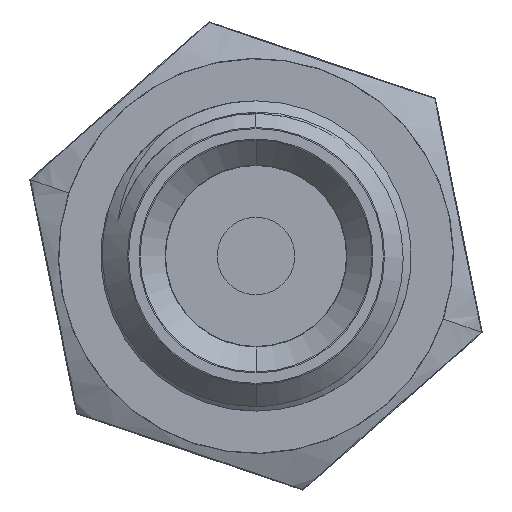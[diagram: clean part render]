
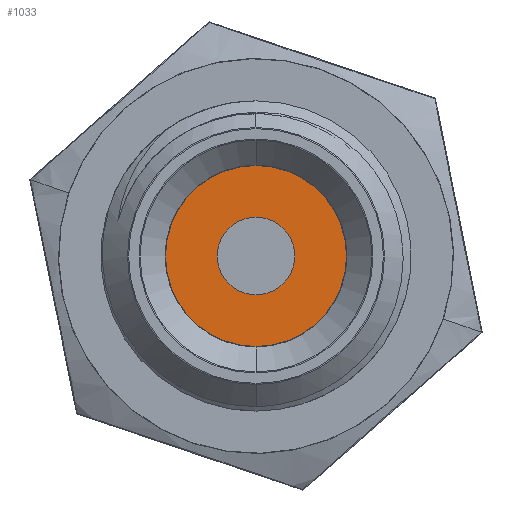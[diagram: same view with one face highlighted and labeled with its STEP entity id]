
A CAD part, left-side view. The second image highlights one B-rep face of the part: STEP entity #1033.
In plain terms, the highlighted face is planar.
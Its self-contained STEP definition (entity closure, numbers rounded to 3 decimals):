
#363 = EDGE_CURVE ( 'NONE', #14831, #4826, #647, .T. ) ;
#523 = CARTESIAN_POINT ( 'NONE',  ( 0., -10.5, 1.75 ) ) ;
#647 = CIRCLE ( 'NONE', #16178, 1.75 ) ;
#896 = VERTEX_POINT ( 'NONE', #9008 ) ;
#1033 = ADVANCED_FACE ( 'NONE', ( #7954, #3016 ), #2935, .T. ) ;
#1632 = VERTEX_POINT ( 'NONE', #13990 ) ;
#1677 = ORIENTED_EDGE ( 'NONE', *, *, #16118, .T. ) ;
#1797 = CARTESIAN_POINT ( 'NONE',  ( 0., -10.5, 0. ) ) ;
#1931 = DIRECTION ( 'NONE',  ( 0., 1., 0. ) ) ;
#2076 = CARTESIAN_POINT ( 'NONE',  ( 0., -10.5, 0. ) ) ;
#2935 = PLANE ( 'NONE',  #4299 ) ;
#3016 = FACE_OUTER_BOUND ( 'NONE', #4110, .T. ) ;
#3270 = EDGE_LOOP ( 'NONE', ( #5061, #10231 ) ) ;
#4110 = EDGE_LOOP ( 'NONE', ( #13471, #1677 ) ) ;
#4225 = CIRCLE ( 'NONE', #11972, 0.75 ) ;
#4299 = AXIS2_PLACEMENT_3D ( 'NONE', #14375, #1931, #5729 ) ;
#4445 = CIRCLE ( 'NONE', #11243, 1.75 ) ;
#4826 = VERTEX_POINT ( 'NONE', #10313 ) ;
#5061 = ORIENTED_EDGE ( 'NONE', *, *, #9111, .F. ) ;
#5480 = DIRECTION ( 'NONE',  ( 0., 0., 1. ) ) ;
#5729 = DIRECTION ( 'NONE',  ( 0., 0., 1. ) ) ;
#6762 = CARTESIAN_POINT ( 'NONE',  ( 0., -10.5, 0. ) ) ;
#7224 = DIRECTION ( 'NONE',  ( 0., 1., 0. ) ) ;
#7954 = FACE_BOUND ( 'NONE', #3270, .T. ) ;
#9008 = CARTESIAN_POINT ( 'NONE',  ( 0., -10.5, -0.75 ) ) ;
#9111 = EDGE_CURVE ( 'NONE', #896, #1632, #10046, .T. ) ;
#9154 = DIRECTION ( 'NONE',  ( 0., 0., 1. ) ) ;
#9387 = DIRECTION ( 'NONE',  ( 0., 1., 0. ) ) ;
#9677 = DIRECTION ( 'NONE',  ( 0., 1., 0. ) ) ;
#10046 = CIRCLE ( 'NONE', #16043, 0.75 ) ;
#10231 = ORIENTED_EDGE ( 'NONE', *, *, #11883, .F. ) ;
#10313 = CARTESIAN_POINT ( 'NONE',  ( 0., -10.5, -1.75 ) ) ;
#11243 = AXIS2_PLACEMENT_3D ( 'NONE', #1797, #9387, #5480 ) ;
#11883 = EDGE_CURVE ( 'NONE', #1632, #896, #4225, .T. ) ;
#11972 = AXIS2_PLACEMENT_3D ( 'NONE', #14823, #7224, #14767 ) ;
#13132 = DIRECTION ( 'NONE',  ( 0., 1., 0. ) ) ;
#13466 = DIRECTION ( 'NONE',  ( 0., 0., 1. ) ) ;
#13471 = ORIENTED_EDGE ( 'NONE', *, *, #363, .T. ) ;
#13990 = CARTESIAN_POINT ( 'NONE',  ( 0., -10.5, 0.75 ) ) ;
#14375 = CARTESIAN_POINT ( 'NONE',  ( 0., -10.5, 0. ) ) ;
#14767 = DIRECTION ( 'NONE',  ( 0., 0., 1. ) ) ;
#14823 = CARTESIAN_POINT ( 'NONE',  ( 0., -10.5, 0. ) ) ;
#14831 = VERTEX_POINT ( 'NONE', #523 ) ;
#16043 = AXIS2_PLACEMENT_3D ( 'NONE', #2076, #9677, #13466 ) ;
#16118 = EDGE_CURVE ( 'NONE', #4826, #14831, #4445, .T. ) ;
#16178 = AXIS2_PLACEMENT_3D ( 'NONE', #6762, #13132, #9154 ) ;
